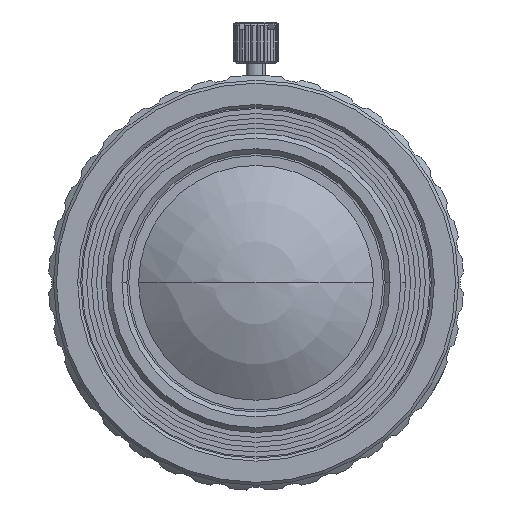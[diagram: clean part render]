
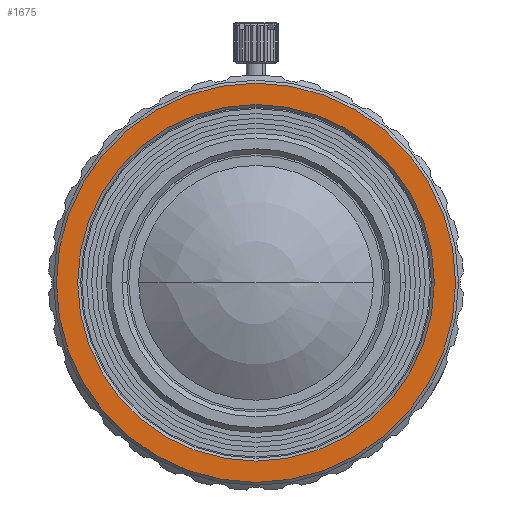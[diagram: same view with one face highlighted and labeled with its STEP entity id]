
A CAD part, left-side view. The second image highlights one B-rep face of the part: STEP entity #1675.
In plain terms, the highlighted planar face has unit normal (-1, 0, 0).
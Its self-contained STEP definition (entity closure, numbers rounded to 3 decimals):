
#413=CARTESIAN_POINT('',(-52.329,0.,0.));
#414=DIRECTION('',(1.,0.,0.));
#415=DIRECTION('',(0.,-1.,0.));
#416=AXIS2_PLACEMENT_3D('',#413,#414,#415);
#418=CARTESIAN_POINT('',(-52.329,0.,0.));
#419=DIRECTION('',(1.,0.,0.));
#420=DIRECTION('',(0.,0.,-1.));
#421=AXIS2_PLACEMENT_3D('',#418,#419,#420);
#423=CARTESIAN_POINT('',(-52.329,0.,0.));
#424=DIRECTION('',(1.,0.,0.));
#425=DIRECTION('',(0.,1.,0.));
#426=AXIS2_PLACEMENT_3D('',#423,#424,#425);
#428=CARTESIAN_POINT('',(-52.329,0.,0.));
#429=DIRECTION('',(1.,0.,0.));
#430=DIRECTION('',(0.,0.,1.));
#431=AXIS2_PLACEMENT_3D('',#428,#429,#430);
#433=CARTESIAN_POINT('',(-52.329,0.,0.));
#434=DIRECTION('',(-1.,0.,0.));
#435=DIRECTION('',(0.,1.,0.));
#436=AXIS2_PLACEMENT_3D('',#433,#434,#435);
#438=CARTESIAN_POINT('',(-52.329,0.,0.));
#439=DIRECTION('',(-1.,0.,0.));
#440=DIRECTION('',(0.,0.,-1.));
#441=AXIS2_PLACEMENT_3D('',#438,#439,#440);
#443=CARTESIAN_POINT('',(-52.329,0.,0.));
#444=DIRECTION('',(-1.,0.,0.));
#445=DIRECTION('',(0.,-1.,0.));
#446=AXIS2_PLACEMENT_3D('',#443,#444,#445);
#448=CARTESIAN_POINT('',(-52.329,0.,0.));
#449=DIRECTION('',(-1.,0.,0.));
#450=DIRECTION('',(0.,0.,1.));
#451=AXIS2_PLACEMENT_3D('',#448,#449,#450);
#1138=CARTESIAN_POINT('',(-52.329,0.,-20.4));
#1139=CARTESIAN_POINT('',(-52.329,20.4,0.));
#1140=VERTEX_POINT('',#1138);
#1141=VERTEX_POINT('',#1139);
#1142=CARTESIAN_POINT('',(-52.329,-20.4,0.));
#1143=VERTEX_POINT('',#1142);
#1144=CARTESIAN_POINT('',(-52.329,0.,20.4));
#1145=VERTEX_POINT('',#1144);
#1146=CARTESIAN_POINT('',(-52.329,18.225,0.));
#1147=CARTESIAN_POINT('',(-52.329,0.,-18.225));
#1148=VERTEX_POINT('',#1146);
#1149=VERTEX_POINT('',#1147);
#1150=CARTESIAN_POINT('',(-52.329,-18.225,0.));
#1151=VERTEX_POINT('',#1150);
#1152=CARTESIAN_POINT('',(-52.329,0.,18.225));
#1153=VERTEX_POINT('',#1152);
#1652=CARTESIAN_POINT('',(-52.329,0.,0.));
#1653=DIRECTION('',(1.,0.,0.));
#1654=DIRECTION('',(0.,-1.,0.));
#1655=AXIS2_PLACEMENT_3D('',#1652,#1653,#1654);
#1656=PLANE('',#1655);
#1657=ORIENTED_EDGE('',*,*,#1641,.T.);
#1658=ORIENTED_EDGE('',*,*,#1639,.T.);
#1660=ORIENTED_EDGE('',*,*,#1659,.T.);
#1662=ORIENTED_EDGE('',*,*,#1661,.T.);
#1663=EDGE_LOOP('',(#1657,#1658,#1660,#1662));
#1664=FACE_OUTER_BOUND('',#1663,.F.);
#1666=ORIENTED_EDGE('',*,*,#1665,.T.);
#1668=ORIENTED_EDGE('',*,*,#1667,.T.);
#1670=ORIENTED_EDGE('',*,*,#1669,.T.);
#1672=ORIENTED_EDGE('',*,*,#1671,.T.);
#1673=EDGE_LOOP('',(#1666,#1668,#1670,#1672));
#1674=FACE_BOUND('',#1673,.F.);
#417=CIRCLE('',#416,20.4);
#422=CIRCLE('',#421,20.4);
#427=CIRCLE('',#426,20.4);
#432=CIRCLE('',#431,20.4);
#437=CIRCLE('',#436,18.225);
#442=CIRCLE('',#441,18.225);
#447=CIRCLE('',#446,18.225);
#452=CIRCLE('',#451,18.225);
#1639=EDGE_CURVE('',#1140,#1141,#422,.T.);
#1641=EDGE_CURVE('',#1143,#1140,#417,.T.);
#1659=EDGE_CURVE('',#1141,#1145,#427,.T.);
#1661=EDGE_CURVE('',#1145,#1143,#432,.T.);
#1665=EDGE_CURVE('',#1148,#1149,#437,.T.);
#1667=EDGE_CURVE('',#1149,#1151,#442,.T.);
#1669=EDGE_CURVE('',#1151,#1153,#447,.T.);
#1671=EDGE_CURVE('',#1153,#1148,#452,.T.);
#1675=ADVANCED_FACE('',(#1664,#1674),#1656,.F.);
